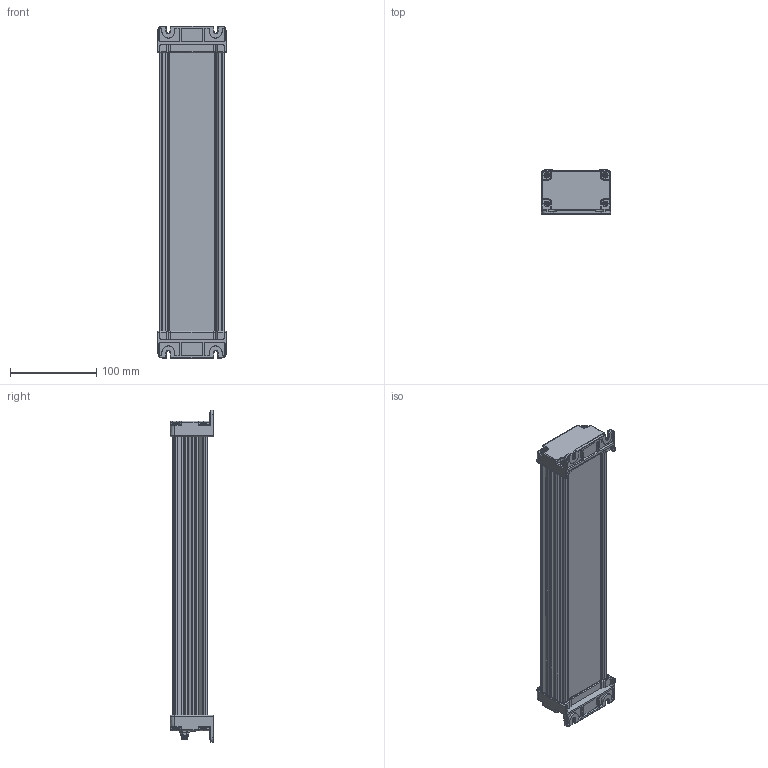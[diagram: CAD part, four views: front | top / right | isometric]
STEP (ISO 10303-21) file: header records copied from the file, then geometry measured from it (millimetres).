
FILE_DESCRIPTION (( 'STEP AP203' ), '1' );
FILE_NAME ('1DC 288-xx.STEP', '2026-03-03T23:16:54', ( '' ), ( '' ), 'SwSTEP 2.0', 'SolidWorks 2017', '' );
FILE_SCHEMA (( 'CONFIG_CONTROL_DESIGN' ));
Products named in the file (1): 1DC 288-xx
Bounding box: 80.73 x 50.76 x 385 mm (x, y, z)
Volume: 334673 mm3; surface area: 257323.1 mm2
Topology: 19 solids, 19 shells, 1475 faces, 3806 edges, 2376 vertices
Faces by surface type: plane 567, cylinder 551, bspline 198, cone 131, torus 24, sphere 4
Entity records: 52687 total; most frequent: CARTESIAN_POINT 19548, ORIENTED_EDGE 7516, DIRECTION 6084, EDGE_CURVE 3758, VERTEX_POINT 2368, AXIS2_PLACEMENT_3D 2142, VECTOR 1800, LINE 1800
